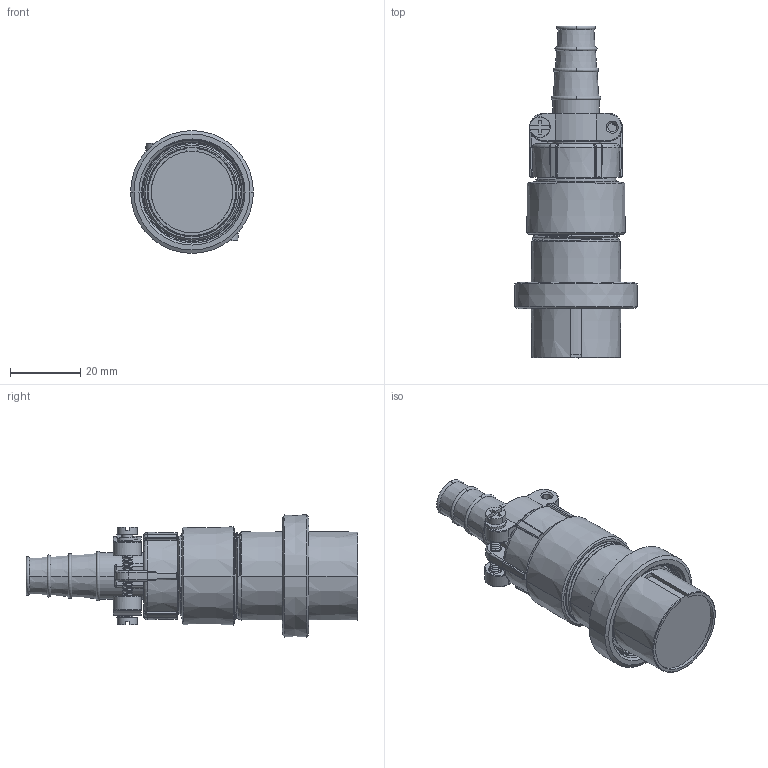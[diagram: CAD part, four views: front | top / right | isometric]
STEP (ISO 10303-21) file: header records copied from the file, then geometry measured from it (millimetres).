
FILE_DESCRIPTION((''),'2;1');
FILE_NAME('PRT0012','2022-02-11T',('Administrator'),(''),'CREO PARAMETRIC BY PTC INC, 2016130','CREO PARAMETRIC BY PTC INC, 2016130','');
FILE_SCHEMA(('CONFIG_CONTROL_DESIGN'));
Products named in the file (1): PRT0012
Bounding box: 34.96 x 94.42 x 34.96 mm (x, y, z)
Volume: 38836.9 mm3; surface area: 19631.8 mm2
Topology: 8 solids, 8 shells, 672 faces, 1955 edges, 1318 vertices
Faces by surface type: cylinder 269, plane 183, bspline 88, cone 84, torus 46, extrusion 2
Entity records: 44103 total; most frequent: CARTESIAN_POINT 27153, ORIENTED_EDGE 3910, DIRECTION 2979, EDGE_CURVE 1955, VERTEX_POINT 1318, AXIS2_PLACEMENT_3D 1099, VECTOR 781, LINE 779
